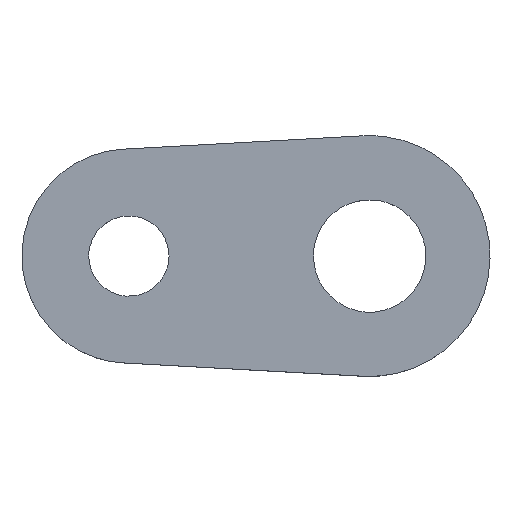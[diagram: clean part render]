
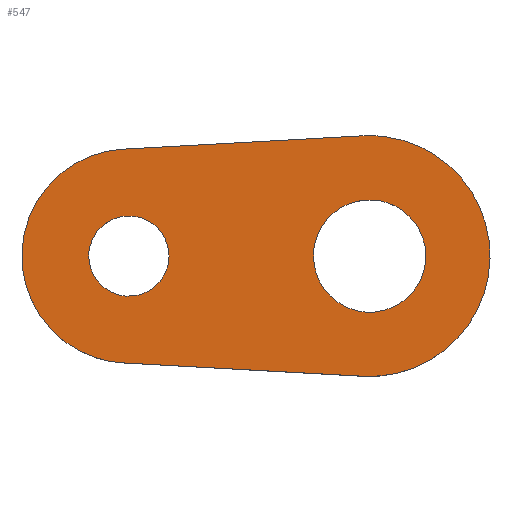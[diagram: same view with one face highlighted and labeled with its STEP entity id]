
A CAD part, top view. The second image highlights one B-rep face of the part: STEP entity #547.
In plain terms, the highlighted free-form (B-spline) face has degree [1, 1] with [2, 2] control points.
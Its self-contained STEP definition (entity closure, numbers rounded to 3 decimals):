
#96=CARTESIAN_POINT('',(0.118,1.495,1.5));
#97=VERTEX_POINT('',#96);
#103=CARTESIAN_POINT('',(-1.5,0.0,1.5));
#104=VERTEX_POINT('',#103);
#105=CARTESIAN_POINT('',(0.118,1.495,1.5));
#106=CARTESIAN_POINT('',(0.059,1.5,1.5));
#107=CARTESIAN_POINT('',(0.0,1.5,1.5));
#108=CARTESIAN_POINT('',(-1.5,1.5,1.5));
#109=CARTESIAN_POINT('',(-1.5,0.0,1.5));
#117=(BOUNDED_CURVE()B_SPLINE_CURVE(2,(#105,#106,#107,#108,#109),.UNSPECIFIED.,.F.,.U.)B_SPLINE_CURVE_WITH_KNOTS((3,2,3),(0.736,0.75,1.0),.UNSPECIFIED.)CURVE()GEOMETRIC_REPRESENTATION_ITEM()RATIONAL_B_SPLINE_CURVE((0.97,0.984,1.0,0.707,1.0))REPRESENTATION_ITEM(''));
#118=EDGE_CURVE('',#97,#104,#117,.T.);
#120=CARTESIAN_POINT('',(-0.118,-1.495,1.5));
#121=VERTEX_POINT('',#120);
#122=CARTESIAN_POINT('',(-1.5,0.0,1.5));
#123=CARTESIAN_POINT('',(-1.5,-1.387,1.5));
#124=CARTESIAN_POINT('',(-0.118,-1.495,1.5));
#132=(BOUNDED_CURVE()B_SPLINE_CURVE(2,(#122,#123,#124),.UNSPECIFIED.,.F.,.U.)B_SPLINE_CURVE_WITH_KNOTS((3,3),(0.0,0.236),.UNSPECIFIED.)CURVE()GEOMETRIC_REPRESENTATION_ITEM()RATIONAL_B_SPLINE_CURVE((1.0,0.723,0.97))REPRESENTATION_ITEM(''));
#133=EDGE_CURVE('',#104,#121,#132,.T.);
#179=CARTESIAN_POINT('',(1.5,0.0,1.5));
#180=VERTEX_POINT('',#179);
#181=CARTESIAN_POINT('',(-0.118,-1.495,1.5));
#182=CARTESIAN_POINT('',(-0.059,-1.5,1.5));
#183=CARTESIAN_POINT('',(0.0,-1.5,1.5));
#184=CARTESIAN_POINT('',(1.5,-1.5,1.5));
#185=CARTESIAN_POINT('',(1.5,0.0,1.5));
#193=(BOUNDED_CURVE()B_SPLINE_CURVE(2,(#181,#182,#183,#184,#185),.UNSPECIFIED.,.F.,.U.)B_SPLINE_CURVE_WITH_KNOTS((3,2,3),(0.236,0.25,0.5),.UNSPECIFIED.)CURVE()GEOMETRIC_REPRESENTATION_ITEM()RATIONAL_B_SPLINE_CURVE((0.97,0.984,1.0,0.707,1.0))REPRESENTATION_ITEM(''));
#194=EDGE_CURVE('',#121,#180,#193,.T.);
#196=CARTESIAN_POINT('',(1.5,0.0,1.5));
#197=CARTESIAN_POINT('',(1.5,1.387,1.5));
#198=CARTESIAN_POINT('',(0.118,1.495,1.5));
#206=(BOUNDED_CURVE()B_SPLINE_CURVE(2,(#196,#197,#198),.UNSPECIFIED.,.F.,.U.)B_SPLINE_CURVE_WITH_KNOTS((3,3),(0.5,0.736),.UNSPECIFIED.)CURVE()GEOMETRIC_REPRESENTATION_ITEM()RATIONAL_B_SPLINE_CURVE((1.0,0.723,0.97))REPRESENTATION_ITEM(''));
#207=EDGE_CURVE('',#180,#97,#206,.T.);
#278=CARTESIAN_POINT('',(9.165,2.094,1.5));
#279=VERTEX_POINT('',#278);
#285=CARTESIAN_POINT('',(6.9,0.0,1.5));
#286=VERTEX_POINT('',#285);
#287=CARTESIAN_POINT('',(9.165,2.094,1.5));
#288=CARTESIAN_POINT('',(9.083,2.1,1.5));
#289=CARTESIAN_POINT('',(9.0,2.1,1.5));
#290=CARTESIAN_POINT('',(6.9,2.1,1.5));
#291=CARTESIAN_POINT('',(6.9,0.0,1.5));
#299=(BOUNDED_CURVE()B_SPLINE_CURVE(2,(#287,#288,#289,#290,#291),.UNSPECIFIED.,.F.,.U.)B_SPLINE_CURVE_WITH_KNOTS((3,2,3),(0.736,0.75,1.0),.UNSPECIFIED.)CURVE()GEOMETRIC_REPRESENTATION_ITEM()RATIONAL_B_SPLINE_CURVE((0.97,0.984,1.0,0.707,1.0))REPRESENTATION_ITEM(''));
#300=EDGE_CURVE('',#279,#286,#299,.T.);
#302=CARTESIAN_POINT('',(8.835,-2.094,1.5));
#303=VERTEX_POINT('',#302);
#304=CARTESIAN_POINT('',(6.9,0.0,1.5));
#305=CARTESIAN_POINT('',(6.9,-1.941,1.5));
#306=CARTESIAN_POINT('',(8.835,-2.094,1.5));
#314=(BOUNDED_CURVE()B_SPLINE_CURVE(2,(#304,#305,#306),.UNSPECIFIED.,.F.,.U.)B_SPLINE_CURVE_WITH_KNOTS((3,3),(0.0,0.236),.UNSPECIFIED.)CURVE()GEOMETRIC_REPRESENTATION_ITEM()RATIONAL_B_SPLINE_CURVE((1.0,0.723,0.97))REPRESENTATION_ITEM(''));
#315=EDGE_CURVE('',#286,#303,#314,.T.);
#361=CARTESIAN_POINT('',(11.1,0.0,1.5));
#362=VERTEX_POINT('',#361);
#363=CARTESIAN_POINT('',(8.835,-2.094,1.5));
#364=CARTESIAN_POINT('',(8.917,-2.1,1.5));
#365=CARTESIAN_POINT('',(9.0,-2.1,1.5));
#366=CARTESIAN_POINT('',(11.1,-2.1,1.5));
#367=CARTESIAN_POINT('',(11.1,0.0,1.5));
#375=(BOUNDED_CURVE()B_SPLINE_CURVE(2,(#363,#364,#365,#366,#367),.UNSPECIFIED.,.F.,.U.)B_SPLINE_CURVE_WITH_KNOTS((3,2,3),(0.236,0.25,0.5),.UNSPECIFIED.)CURVE()GEOMETRIC_REPRESENTATION_ITEM()RATIONAL_B_SPLINE_CURVE((0.97,0.984,1.0,0.707,1.0))REPRESENTATION_ITEM(''));
#376=EDGE_CURVE('',#303,#362,#375,.T.);
#378=CARTESIAN_POINT('',(11.1,0.0,1.5));
#379=CARTESIAN_POINT('',(11.1,1.941,1.5));
#380=CARTESIAN_POINT('',(9.165,2.094,1.5));
#388=(BOUNDED_CURVE()B_SPLINE_CURVE(2,(#378,#379,#380),.UNSPECIFIED.,.F.,.U.)B_SPLINE_CURVE_WITH_KNOTS((3,3),(0.5,0.736),.UNSPECIFIED.)CURVE()GEOMETRIC_REPRESENTATION_ITEM()RATIONAL_B_SPLINE_CURVE((1.0,0.723,0.97))REPRESENTATION_ITEM(''));
#389=EDGE_CURVE('',#362,#279,#388,.T.);
#478=CARTESIAN_POINT('',(-4.874,4.943,1.5));
#479=CARTESIAN_POINT('',(14.374,4.943,1.5));
#480=CARTESIAN_POINT('',(-4.874,-4.943,1.5));
#481=CARTESIAN_POINT('',(14.374,-4.943,1.5));
#482=B_SPLINE_SURFACE_WITH_KNOTS('',1,1,((#478,#480),(#479,#481)),.UNSPECIFIED.,.F.,.F.,.U.,(2,2),(2,2),(0.0,19.248),(0.0,9.885),.UNSPECIFIED.);
#483=CARTESIAN_POINT('',(-0.222,3.994,1.5));
#484=VERTEX_POINT('',#483);
#485=CARTESIAN_POINT('',(-0.222,-3.994,1.5));
#486=VERTEX_POINT('',#485);
#487=CARTESIAN_POINT('',(-0.222,3.994,1.5));
#488=CARTESIAN_POINT('',(-4.,3.784,1.5));
#489=CARTESIAN_POINT('',(-4.,0.,1.5));
#490=CARTESIAN_POINT('',(-4.,-3.784,1.5));
#491=CARTESIAN_POINT('',(-0.222,-3.994,1.5));
#499=(BOUNDED_CURVE()B_SPLINE_CURVE(2,(#487,#488,#489,#490,#491),.UNSPECIFIED.,.F.,.U.)B_SPLINE_CURVE_WITH_KNOTS((3,2,3),(0.0,0.5,1.0),.UNSPECIFIED.)CURVE()GEOMETRIC_REPRESENTATION_ITEM()RATIONAL_B_SPLINE_CURVE((1.0,0.726,1.0,0.726,1.0))REPRESENTATION_ITEM(''));
#500=EDGE_CURVE('',#484,#486,#499,.T.);
#501=ORIENTED_EDGE('',*,*,#500,.T.);
#502=CARTESIAN_POINT('',(8.75,-4.493,1.5));
#503=VERTEX_POINT('',#502);
#504=CARTESIAN_POINT('',(-0.222,-3.994,1.5));
#505=CARTESIAN_POINT('',(8.75,-4.493,1.5));
#506=QUASI_UNIFORM_CURVE('',1,(#504,#505),.UNSPECIFIED.,.F.,.U.);
#507=EDGE_CURVE('',#486,#503,#506,.T.);
#508=ORIENTED_EDGE('',*,*,#507,.T.);
#509=CARTESIAN_POINT('',(8.75,4.493,1.5));
#510=VERTEX_POINT('',#509);
#511=CARTESIAN_POINT('',(8.75,-4.493,1.5));
#512=CARTESIAN_POINT('',(11.456,-4.644,1.5));
#513=CARTESIAN_POINT('',(12.855,-2.322,1.5));
#514=CARTESIAN_POINT('',(14.253,0.,1.5));
#515=CARTESIAN_POINT('',(12.855,2.322,1.5));
#516=CARTESIAN_POINT('',(11.456,4.644,1.5));
#517=CARTESIAN_POINT('',(8.75,4.493,1.5));
#525=(BOUNDED_CURVE()B_SPLINE_CURVE(2,(#511,#512,#513,#514,#515,#516,#517),.UNSPECIFIED.,.F.,.U.)B_SPLINE_CURVE_WITH_KNOTS((3,2,2,3),(0.0,0.333,0.667,1.0),.UNSPECIFIED.)CURVE()GEOMETRIC_REPRESENTATION_ITEM()RATIONAL_B_SPLINE_CURVE((1.0,0.857,1.0,0.857,1.0,0.857,1.0))REPRESENTATION_ITEM(''));
#526=EDGE_CURVE('',#503,#510,#525,.T.);
#527=ORIENTED_EDGE('',*,*,#526,.T.);
#528=CARTESIAN_POINT('',(8.75,4.493,1.5));
#529=CARTESIAN_POINT('',(-0.222,3.994,1.5));
#530=QUASI_UNIFORM_CURVE('',1,(#528,#529),.UNSPECIFIED.,.F.,.U.);
#531=EDGE_CURVE('',#510,#484,#530,.T.);
#532=ORIENTED_EDGE('',*,*,#531,.T.);
#533=EDGE_LOOP('',(#501,#508,#527,#532));
#534=FACE_OUTER_BOUND('',#533,.T.);
#535=ORIENTED_EDGE('',*,*,#389,.F.);
#536=ORIENTED_EDGE('',*,*,#376,.F.);
#537=ORIENTED_EDGE('',*,*,#315,.F.);
#538=ORIENTED_EDGE('',*,*,#300,.F.);
#539=EDGE_LOOP('',(#535,#536,#537,#538));
#540=FACE_BOUND('',#539,.T.);
#541=ORIENTED_EDGE('',*,*,#207,.F.);
#542=ORIENTED_EDGE('',*,*,#194,.F.);
#543=ORIENTED_EDGE('',*,*,#133,.F.);
#544=ORIENTED_EDGE('',*,*,#118,.F.);
#545=EDGE_LOOP('',(#541,#542,#543,#544));
#546=FACE_BOUND('',#545,.T.);
#547=ADVANCED_FACE('',(#534,#540,#546),#482,.F.);
